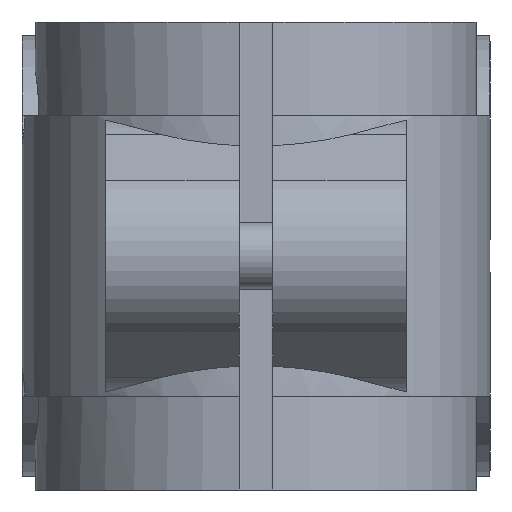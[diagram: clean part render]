
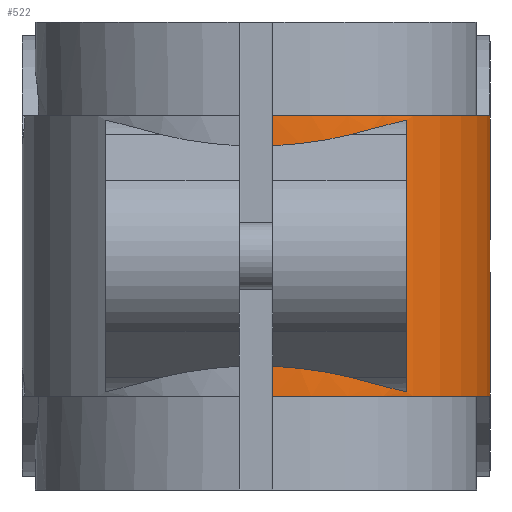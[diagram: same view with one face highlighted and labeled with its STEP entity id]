
A CAD part, left-side view. The second image highlights one B-rep face of the part: STEP entity #522.
In plain terms, the highlighted cylindrical face has radius 35 mm (diameter 70 mm), a partial arc.
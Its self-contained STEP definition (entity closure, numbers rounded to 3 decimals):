
#522 = ADVANCED_FACE( '', ( #1038 ), #1039, .T. );
#1038 = FACE_OUTER_BOUND( '', #1531, .T. );
#1039 = CYLINDRICAL_SURFACE( '', #1532, 35. );
#1531 = EDGE_LOOP( '', ( #2750, #2751, #2752, #2753, #2754, #2755, #2756, #2757, #2758, #2759 ) );
#1532 = AXIS2_PLACEMENT_3D( '', #2760, #2761, #2762 );
#2750 = ORIENTED_EDGE( '', *, *, #3046, .F. );
#2751 = ORIENTED_EDGE( '', *, *, #3245, .T. );
#2752 = ORIENTED_EDGE( '', *, *, #3030, .F. );
#2753 = ORIENTED_EDGE( '', *, *, #2988, .F. );
#2754 = ORIENTED_EDGE( '', *, *, #3050, .F. );
#2755 = ORIENTED_EDGE( '', *, *, #3284, .F. );
#2756 = ORIENTED_EDGE( '', *, *, #3310, .F. );
#2757 = ORIENTED_EDGE( '', *, *, #3205, .F. );
#2758 = ORIENTED_EDGE( '', *, *, #3082, .F. );
#2759 = ORIENTED_EDGE( '', *, *, #3224, .F. );
#2760 = CARTESIAN_POINT( '', ( 0., 0., 21. ) );
#2761 = DIRECTION( '', ( 0., 0., 1. ) );
#2762 = DIRECTION( '', ( -1., 0., 0. ) );
#2988 = EDGE_CURVE( '', #3595, #3597, #3598, .T. );
#3030 = EDGE_CURVE( '', #3597, #3663, #3664, .T. );
#3046 = EDGE_CURVE( '', #3684, #3686, #3687, .F. );
#3050 = EDGE_CURVE( '', #3692, #3595, #3694, .F. );
#3082 = EDGE_CURVE( '', #3741, #3744, #3745, .T. );
#3205 = EDGE_CURVE( '', #3744, #3912, #3913, .F. );
#3224 = EDGE_CURVE( '', #3686, #3741, #3939, .T. );
#3245 = EDGE_CURVE( '', #3684, #3663, #3965, .T. );
#3284 = EDGE_CURVE( '', #4005, #3692, #4007, .T. );
#3310 = EDGE_CURVE( '', #3912, #4005, #4033, .T. );
#3595 = VERTEX_POINT( '', #4511 );
#3597 = VERTEX_POINT( '', #4514 );
#3598 = CIRCLE( '', #4515, 35. );
#3663 = VERTEX_POINT( '', #4675 );
#3664 = LINE( '', #4676, #4677 );
#3684 = VERTEX_POINT( '', #4705 );
#3686 = VERTEX_POINT( '', #4708 );
#3687 = LINE( '', #4709, #4710 );
#3692 = VERTEX_POINT( '', #4716 );
#3694 = LINE( '', #4719, #4720 );
#3741 = VERTEX_POINT( '', #4792 );
#3744 = VERTEX_POINT( '', #4796 );
#3745 = B_SPLINE_CURVE_WITH_KNOTS( '', 3, ( #4797, #4798, #4799, #4800, #4801, #4802 ), .UNSPECIFIED., .F., .F., ( 4, 2, 4 ), ( 0., 0.005, 0.01 ), .UNSPECIFIED. );
#3912 = VERTEX_POINT( '', #5110 );
#3913 = LINE( '', #5111, #5112 );
#3939 = ELLIPSE( '', #5150, 40.398, 35. );
#3965 = CIRCLE( '', #5229, 35. );
#4005 = VERTEX_POINT( '', #5282 );
#4007 = ELLIPSE( '', #5285, 40.398, 35. );
#4033 = B_SPLINE_CURVE_WITH_KNOTS( '', 3, ( #5317, #5318, #5319, #5320, #5321, #5322 ), .UNSPECIFIED., .F., .F., ( 4, 2, 4 ), ( 0., 0.005, 0.01 ), .UNSPECIFIED. );
#4511 = CARTESIAN_POINT( '', ( -34.911, -2.5, 21. ) );
#4514 = CARTESIAN_POINT( '', ( 0., -35., 21. ) );
#4515 = AXIS2_PLACEMENT_3D( '', #5532, #5533, #5534 );
#4675 = CARTESIAN_POINT( '', ( 0., -35., -21. ) );
#4676 = CARTESIAN_POINT( '', ( 0., -35., 21. ) );
#4677 = VECTOR( '', #5583, 1000. );
#4705 = CARTESIAN_POINT( '', ( -34.911, -2.5, -21. ) );
#4708 = CARTESIAN_POINT( '', ( -34.911, -2.5, -16.498 ) );
#4709 = CARTESIAN_POINT( '', ( -34.911, -2.5, 21. ) );
#4710 = VECTOR( '', #5599, 1000. );
#4716 = CARTESIAN_POINT( '', ( -34.911, -2.5, 16.498 ) );
#4719 = CARTESIAN_POINT( '', ( -34.911, -2.5, 21. ) );
#4720 = VECTOR( '', #5605, 1000. );
#4792 = CARTESIAN_POINT( '', ( -31.968, -14.249, -18.194 ) );
#4796 = CARTESIAN_POINT( '', ( -26.81, -22.5, -20.313 ) );
#4797 = CARTESIAN_POINT( '', ( -31.968, -14.249, -18.194 ) );
#4798 = CARTESIAN_POINT( '', ( -31.304, -15.739, -18.577 ) );
#4799 = CARTESIAN_POINT( '', ( -30.544, -17.167, -18.967 ) );
#4800 = CARTESIAN_POINT( '', ( -28.828, -19.914, -19.695 ) );
#4801 = CARTESIAN_POINT( '', ( -27.873, -21.233, -20.034 ) );
#4802 = CARTESIAN_POINT( '', ( -26.81, -22.5, -20.313 ) );
#5110 = CARTESIAN_POINT( '', ( -26.81, -22.5, 20.313 ) );
#5111 = CARTESIAN_POINT( '', ( -26.81, -22.5, 21. ) );
#5112 = VECTOR( '', #5764, 1000. );
#5150 = AXIS2_PLACEMENT_3D( '', #5783, #5784, #5785 );
#5229 = AXIS2_PLACEMENT_3D( '', #5803, #5804, #5805 );
#5282 = CARTESIAN_POINT( '', ( -31.968, -14.249, 18.194 ) );
#5285 = AXIS2_PLACEMENT_3D( '', #5829, #5830, #5831 );
#5317 = CARTESIAN_POINT( '', ( -26.81, -22.5, 20.313 ) );
#5318 = CARTESIAN_POINT( '', ( -27.873, -21.233, 20.034 ) );
#5319 = CARTESIAN_POINT( '', ( -28.828, -19.914, 19.695 ) );
#5320 = CARTESIAN_POINT( '', ( -30.544, -17.167, 18.967 ) );
#5321 = CARTESIAN_POINT( '', ( -31.304, -15.739, 18.577 ) );
#5322 = CARTESIAN_POINT( '', ( -31.968, -14.249, 18.194 ) );
#5532 = CARTESIAN_POINT( '', ( 0., 0., 21. ) );
#5533 = DIRECTION( '', ( 0., 0., 1. ) );
#5534 = DIRECTION( '', ( 1., 0., 0. ) );
#5583 = DIRECTION( '', ( 0., 0., -1. ) );
#5599 = DIRECTION( '', ( 0., 0., -1. ) );
#5605 = DIRECTION( '', ( 0., 0., -1. ) );
#5764 = DIRECTION( '', ( 0., 0., -1. ) );
#5783 = CARTESIAN_POINT( '', ( 0., 0., -36.621 ) );
#5784 = DIRECTION( '', ( 0.499, 0., 0.866 ) );
#5785 = DIRECTION( '', ( 0.866, 0., -0.499 ) );
#5803 = CARTESIAN_POINT( '', ( 0., 0., -21. ) );
#5804 = DIRECTION( '', ( 0., 0., 1. ) );
#5805 = DIRECTION( '', ( 1., 0., 0. ) );
#5829 = CARTESIAN_POINT( '', ( 0., 0., 36.621 ) );
#5830 = DIRECTION( '', ( 0.499, 0., -0.866 ) );
#5831 = DIRECTION( '', ( -0.866, 0., -0.499 ) );
